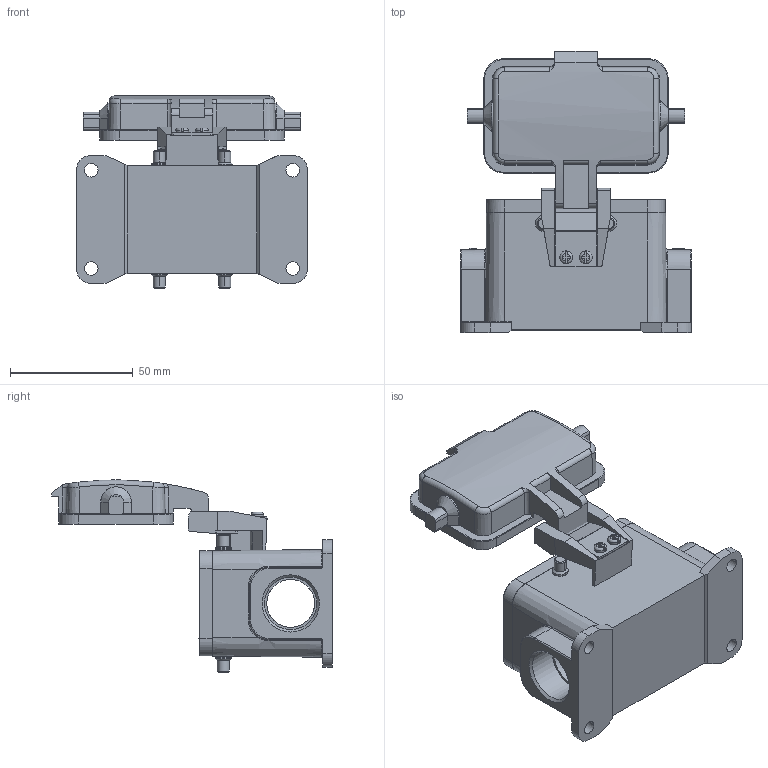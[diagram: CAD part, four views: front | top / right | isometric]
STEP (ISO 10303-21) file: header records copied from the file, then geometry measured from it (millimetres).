
FILE_DESCRIPTION(/* description */ (''),/* implementation_level */ '2;1');
FILE_NAME(/* name */ 'H10B-SF-4B-CV.stp',/* time_stamp */ '2023-08-28T15:28:14+08:00',/* author */ (''),/* organization */ (''),/* preprocessor_version */ 'ST-DEVELOPER v18.1',/* originating_system */ 'SIEMENS PLM Software NX 1980',/* authorisation */ '');
FILE_SCHEMA (('AUTOMOTIVE_DESIGN { 1 0 10303 214 3 1 1 1 }'));
Products named in the file (1): 13843D14BA483b3v
Bounding box: 94 x 114.38 x 78.17 mm (x, y, z)
Volume: 95430.1 mm3; surface area: 57143.3 mm2
Topology: 13 solids, 13 shells, 995 faces, 2668 edges, 1716 vertices
Faces by surface type: cylinder 432, plane 383, cone 76, torus 74, bspline 23, sphere 7
Full cylindrical faces by diameter (mm): 2.65 x3, 3 x4, 4 x2, 19.5 x2, 21.3 x2
Entity records: 48544 total; most frequent: CARTESIAN_POINT 24458, ORIENTED_EDGE 5250, DIRECTION 4626, EDGE_CURVE 2625, VERTEX_POINT 1705, AXIS2_PLACEMENT_3D 1657, LINE 1312, VECTOR 1312
